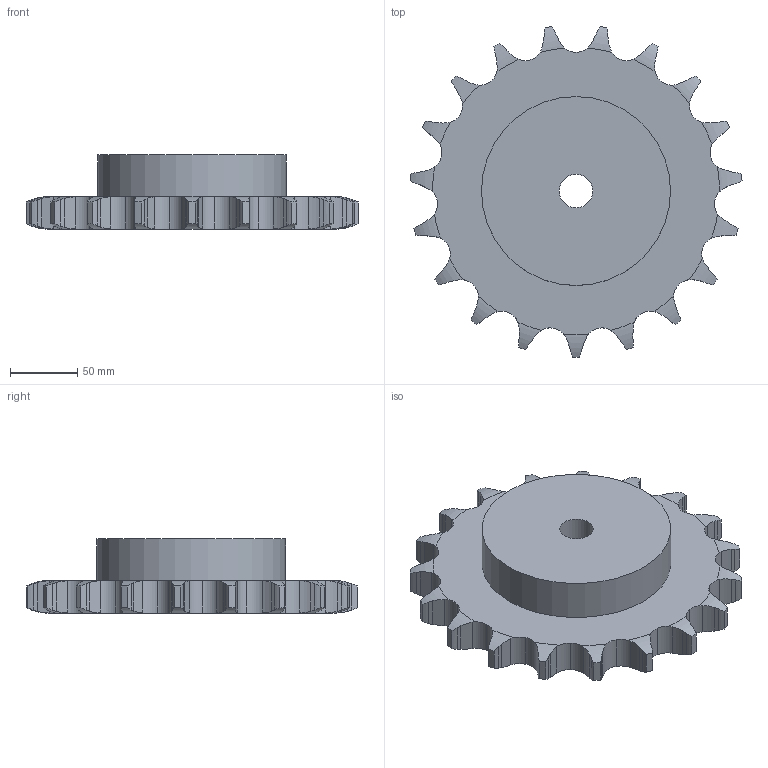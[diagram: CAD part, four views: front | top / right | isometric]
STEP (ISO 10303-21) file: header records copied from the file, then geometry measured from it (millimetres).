
FILE_DESCRIPTION(('FreeCAD Model'),'2;1');
FILE_NAME('Open CASCADE Shape Model','2021-06-20T09:16:40',('FreeCAD'),( 'FreeCAD'),'Open CASCADE STEP processor 7.4','FreeCAD','Unknown');
FILE_SCHEMA(('AUTOMOTIVE_DESIGN { 1 0 10303 214 1 1 1 1 }'));
Length unit declared in the file: millimetre
Products named in the file (1): Open CASCADE STEP translator 7.4 48
Bounding box: 246.02 x 245.2 x 55 mm (x, y, z)
Volume: 1364329.5 mm3; surface area: 118784.1 mm2
Topology: 1 solids, 1 shells, 217 faces, 640 edges, 427 vertices
Faces by surface type: cylinder 135, plane 42, torus 40
Full cylindrical faces by diameter (mm): 25 x1, 140 x1
Entity records: 19696 total; most frequent: CARTESIAN_POINT 8871, DIRECTION 1482, ORIENTED_EDGE 1280, PCURVE 1280, DEFINITIONAL_REPRESENTATION 1280, B_SPLINE_CURVE_WITH_KNOTS 918, LINE 719, VECTOR 719
